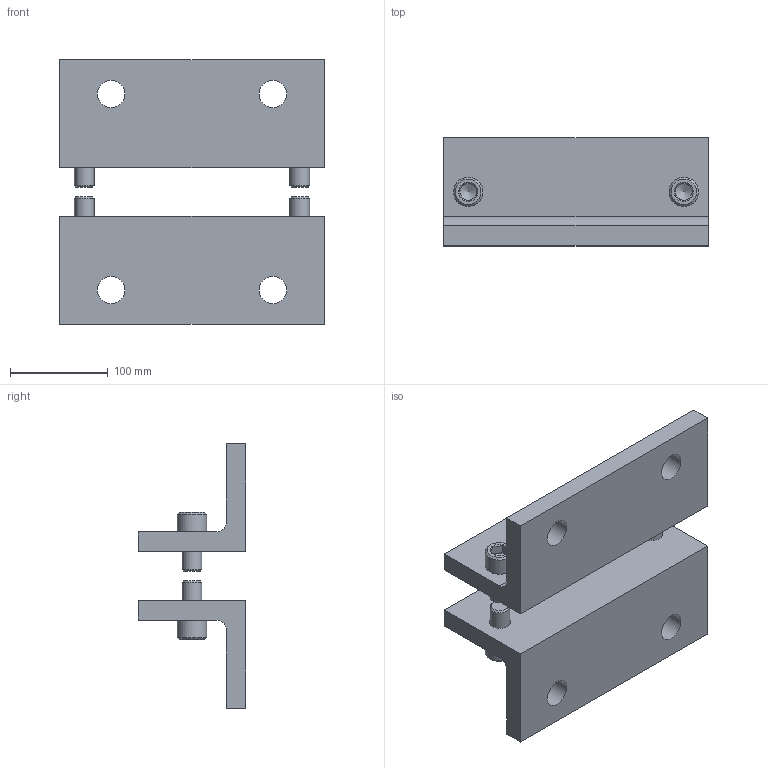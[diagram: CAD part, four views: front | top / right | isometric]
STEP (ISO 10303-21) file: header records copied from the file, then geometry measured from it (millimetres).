
FILE_DESCRIPTION(/* description */ ('STEP AP214'),/* implementation_level */ '2;1');
FILE_NAME(/* name */ '157510_HNG-250',/* time_stamp */ '2024-08-29T10:46:37+02:00',/* author */ ('License CC BY-ND 4.0'),/* organization */ ('CADENAS'),/* preprocessor_version */ 'ST-DEVELOPER v19.3',/* originating_system */ 'PARTsolutions',/* authorisation */ ' ');
FILE_SCHEMA (('AUTOMOTIVE_DESIGN {1 0 10303 214 3 1 1}'));
Length unit declared in the file: millimetre
Products named in the file (3): 157510 HNG-250---(50); 157510 HNG---(F); DIN-912 - M20x40(F)
Assembly tree (6 placements, depth 2):
  157510 HNG-250---(50)
    157510 HNG---(F)  x2
    DIN-912 - M20x40(F)  x4
Bounding box: 270 x 110 x 270 mm (x, y, z)
Volume: 2186091.7 mm3; surface area: 280771.2 mm2
Topology: 6 solids, 6 shells, 138 faces, 286 edges, 164 vertices
Faces by surface type: plane 76, cone 44, cylinder 18
Full cylindrical faces by diameter (mm): 20 x4, 22 x4, 28 x4, 30 x4
Entity records: 1153 total; most frequent: CARTESIAN_POINT 206, DIRECTION 193, ORIENTED_EDGE 146, AXIS2_PLACEMENT_3D 78, EDGE_CURVE 73, FACE_BOUND 62, EDGE_LOOP 61, VERTEX_POINT 49
